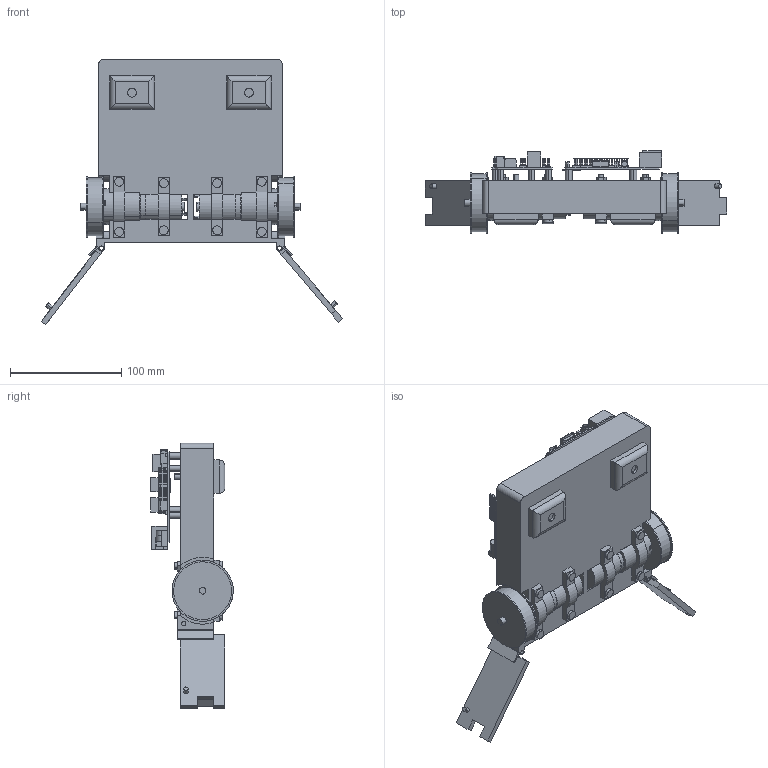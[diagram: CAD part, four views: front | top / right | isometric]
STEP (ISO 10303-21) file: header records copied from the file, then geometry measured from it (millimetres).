
FILE_DESCRIPTION (( 'STEP AP214' ), '1' );
FILE_NAME ('base_robot2_assV2.STEP', '2015-12-27T09:27:03', ( '' ), ( '' ), 'SwSTEP 2.0', 'SolidWorks 2014', '' );
FILE_SCHEMA (( 'AUTOMOTIVE_DESIGN' ));
Length unit declared in the file: millimetre
Products named in the file (13): plaque_chasse_eige_robot2_model_G; moteur_IG320100; base_robot2_assV2; plaque_chasse_eige_robot2_model_D; support_moteur_30mm; arduino; roue_imprimer_model; patin_robot2_model; base_robot2_modelV2; ecrou_5mm_model; vis_5mm; raspberry; support_moteur_32.02mm
Assembly tree (33 placements, depth 2):
  base_robot2_assV2
    base_robot2_modelV2
    moteur_IG320100  x2
    patin_robot2_model  x2
    support_moteur_30mm  x2
    support_moteur_32.02mm  x2
    vis_5mm  x10
    ecrou_5mm_model  x8
    raspberry
    arduino
    roue_imprimer_model  x2
    plaque_chasse_eige_robot2_model_G
    plaque_chasse_eige_robot2_model_D
Bounding box: 270.75 x 74.08 x 238.5 mm (x, y, z)
Volume: 958810 mm3; surface area: 196137.6 mm2
Topology: 33 solids, 33 shells, 1589 faces, 3776 edges, 2483 vertices
Faces by surface type: plane 916, cylinder 500, bspline 133, torus 40
Entity records: 45306 total; most frequent: CARTESIAN_POINT 14083, ORIENTED_EDGE 6312, DIRECTION 6082, EDGE_CURVE 3156, VERTEX_POINT 2077, LINE 2066, VECTOR 2066, AXIS2_PLACEMENT_3D 2008
